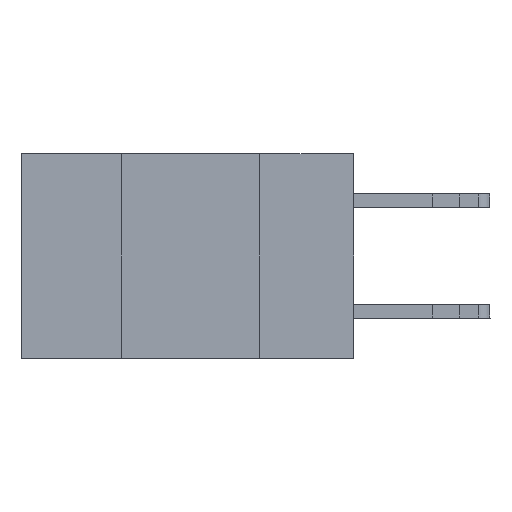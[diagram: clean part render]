
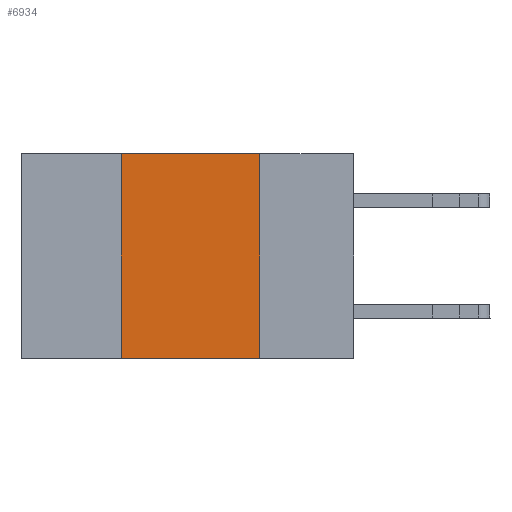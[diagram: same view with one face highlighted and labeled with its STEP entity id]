
A CAD part, left-side view. The second image highlights one B-rep face of the part: STEP entity #6934.
In plain terms, the highlighted planar face has unit normal (-1, 0, 0).
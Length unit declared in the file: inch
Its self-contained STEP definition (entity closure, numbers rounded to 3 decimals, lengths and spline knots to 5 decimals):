
#287 = CARTESIAN_POINT ( 'NONE',  ( 0., 0.17, 0. ) ) ;
#1228 = DIRECTION ( 'NONE',  ( 0., -1., 0. ) ) ;
#1287 = DIRECTION ( 'NONE',  ( 1., 0., 0. ) ) ;
#3579 = VERTEX_POINT ( 'NONE', #22757 ) ;
#4330 = EDGE_CURVE ( 'NONE', #15877, #3579, #8903, .T. ) ;
#5288 = CARTESIAN_POINT ( 'NONE',  ( 0., 0.42, 0. ) ) ;
#5761 = EDGE_CURVE ( 'NONE', #7212, #9339, #17340, .T. ) ;
#5906 = LINE ( 'NONE', #13864, #12262 ) ;
#6934 = ADVANCED_FACE ( 'NONE', ( #16603 ), #20329, .F. ) ;
#7082 = AXIS2_PLACEMENT_3D ( 'NONE', #12735, #1287, #18580 ) ;
#7212 = VERTEX_POINT ( 'NONE', #14165 ) ;
#7957 = EDGE_CURVE ( 'NONE', #15877, #9339, #5906, .T. ) ;
#8903 = LINE ( 'NONE', #5288, #18105 ) ;
#8962 = ORIENTED_EDGE ( 'NONE', *, *, #7957, .T. ) ;
#9009 = VECTOR ( 'NONE', #13611, 39.37008 ) ;
#9026 = EDGE_CURVE ( 'NONE', #3579, #7212, #14551, .T. ) ;
#9339 = VERTEX_POINT ( 'NONE', #21585 ) ;
#12262 = VECTOR ( 'NONE', #21460, 39.37008 ) ;
#12604 = ORIENTED_EDGE ( 'NONE', *, *, #9026, .F. ) ;
#12611 = EDGE_LOOP ( 'NONE', ( #17122, #12604, #23700, #8962 ) ) ;
#12735 = CARTESIAN_POINT ( 'NONE',  ( 0., 0.6, 0. ) ) ;
#13611 = DIRECTION ( 'NONE',  ( 0., 0., -1. ) ) ;
#13864 = CARTESIAN_POINT ( 'NONE',  ( 0., 0.6, -0.37 ) ) ;
#14165 = CARTESIAN_POINT ( 'NONE',  ( 0., 0.17, 0. ) ) ;
#14551 = LINE ( 'NONE', #18152, #19790 ) ;
#15877 = VERTEX_POINT ( 'NONE', #21205 ) ;
#16497 = DIRECTION ( 'NONE',  ( 0., 0., 1. ) ) ;
#16603 = FACE_OUTER_BOUND ( 'NONE', #12611, .T. ) ;
#17122 = ORIENTED_EDGE ( 'NONE', *, *, #5761, .F. ) ;
#17340 = LINE ( 'NONE', #287, #9009 ) ;
#18105 = VECTOR ( 'NONE', #16497, 39.37008 ) ;
#18152 = CARTESIAN_POINT ( 'NONE',  ( 0., 0.6, 0. ) ) ;
#18580 = DIRECTION ( 'NONE',  ( 0., 0., -1. ) ) ;
#19790 = VECTOR ( 'NONE', #1228, 39.37008 ) ;
#20329 = PLANE ( 'NONE',  #7082 ) ;
#21205 = CARTESIAN_POINT ( 'NONE',  ( 0., 0.42, -0.37 ) ) ;
#21460 = DIRECTION ( 'NONE',  ( 0., -1., 0. ) ) ;
#21585 = CARTESIAN_POINT ( 'NONE',  ( 0., 0.17, -0.37 ) ) ;
#22757 = CARTESIAN_POINT ( 'NONE',  ( 0., 0.42, 0. ) ) ;
#23700 = ORIENTED_EDGE ( 'NONE', *, *, #4330, .F. ) ;
